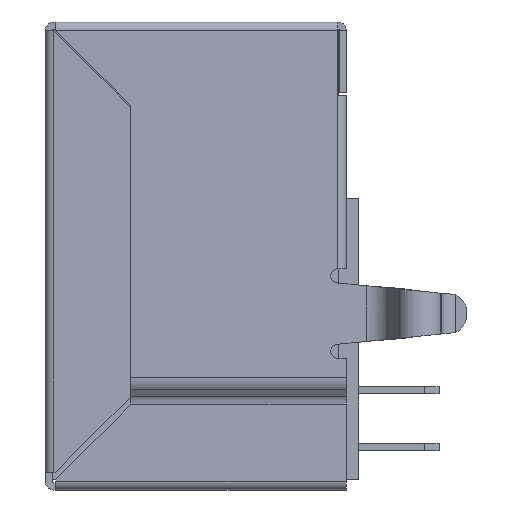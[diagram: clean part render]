
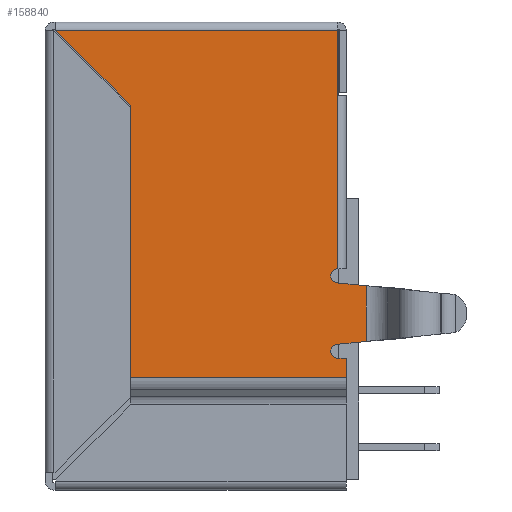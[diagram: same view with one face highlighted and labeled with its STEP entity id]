
A CAD part, left-side view. The second image highlights one B-rep face of the part: STEP entity #158840.
In plain terms, the highlighted planar face has unit normal (1, 0, 0).
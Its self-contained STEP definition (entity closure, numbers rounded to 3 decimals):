
#153760=CARTESIAN_POINT('',(-6.02,-6.012,-9.299));
#153770=DIRECTION('',(0.,0.,-1.));
#153780=VECTOR('',#153770,1.);
#153790=LINE('',#153760,#153780);
#153800=CARTESIAN_POINT('',(-6.02,-6.012,-9.299));
#153810=VERTEX_POINT('',#153800);
#153820=CARTESIAN_POINT('',(-6.02,-6.012,-11.261));
#153830=VERTEX_POINT('',#153820);
#153840=EDGE_CURVE('',#153810,#153830,#153790,.T.);
#157800=CARTESIAN_POINT('',(-6.02,-6.231,-12.775));
#157810=DIRECTION('',(-1.,0.,0.));
#157820=DIRECTION('',(0.,1.,0.));
#157830=AXIS2_PLACEMENT_3D('',#157800,#157810,#157820);
#157840=PLANE('',#157830);
#157850=CARTESIAN_POINT('',(-6.02,-5.31,0.));
#157860=DIRECTION('',(0.,0.,1.));
#157870=VECTOR('',#157860,1.);
#157880=LINE('',#157850,#157870);
#157890=CARTESIAN_POINT('',(-6.02,-5.31,-12.53));
#157900=VERTEX_POINT('',#157890);
#157910=CARTESIAN_POINT('',(-6.02,-5.31,-11.86));
#157920=VERTEX_POINT('',#157910);
#157930=EDGE_CURVE('',#157900,#157920,#157880,.T.);
#157940=ORIENTED_EDGE('',*,*,#157930,.F.);
#157950=CARTESIAN_POINT('',(-6.02,0.,-11.86));
#157960=DIRECTION('',(-0.,-1.,0.));
#157970=VECTOR('',#157960,1.);
#157980=LINE('',#157950,#157970);
#157990=CARTESIAN_POINT('',(-6.02,-5.01,-11.86));
#158000=VERTEX_POINT('',#157990);
#158010=EDGE_CURVE('',#158000,#157920,#157980,.T.);
#158020=ORIENTED_EDGE('',*,*,#158010,.T.);
#158030=CARTESIAN_POINT('',(-6.02,-5.01,-11.61));
#158040=DIRECTION('',(-1.,-0.,-0.));
#158050=DIRECTION('',(0.,-1.,0.));
#158060=AXIS2_PLACEMENT_3D('',#158030,#158040,#158050);
#158070=CIRCLE('',#158060,0.25);
#158080=CARTESIAN_POINT('',(-6.02,-5.01,-11.36));
#158090=VERTEX_POINT('',#158080);
#158100=EDGE_CURVE('',#158090,#158000,#158070,.T.);
#158110=ORIENTED_EDGE('',*,*,#158100,.T.);
#158120=CARTESIAN_POINT('',(-6.02,0.,-11.855));
#158130=DIRECTION('',(-0.,-0.995,0.098));
#158140=VECTOR('',#158130,1.);
#158150=LINE('',#158120,#158140);
#158160=EDGE_CURVE('',#158090,#153830,#158150,.T.);
#158170=ORIENTED_EDGE('',*,*,#158160,.F.);
#158180=ORIENTED_EDGE('',*,*,#153840,.T.);
#158190=CARTESIAN_POINT('',(-6.02,0.,-8.705));
#158200=DIRECTION('',(-0.,-0.995,-0.098));
#158210=VECTOR('',#158200,1.);
#158220=LINE('',#158190,#158210);
#158230=CARTESIAN_POINT('',(-6.02,-5.01,-9.2));
#158240=VERTEX_POINT('',#158230);
#158250=EDGE_CURVE('',#158240,#153810,#158220,.T.);
#158260=ORIENTED_EDGE('',*,*,#158250,.T.);
#158270=CARTESIAN_POINT('',(-6.02,-5.01,-8.95));
#158280=DIRECTION('',(-1.,-0.,-0.));
#158290=DIRECTION('',(0.,-1.,0.));
#158300=AXIS2_PLACEMENT_3D('',#158270,#158280,#158290);
#158310=CIRCLE('',#158300,0.25);
#158320=CARTESIAN_POINT('',(-6.02,-5.01,-8.7));
#158330=VERTEX_POINT('',#158320);
#158340=EDGE_CURVE('',#158330,#158240,#158310,.T.);
#158350=ORIENTED_EDGE('',*,*,#158340,.T.);
#158360=CARTESIAN_POINT('',(-6.02,-5.01,-8.7));
#158370=DIRECTION('',(0.,0.,1.));
#158380=VECTOR('',#158370,1.);
#158390=LINE('',#158360,#158380);
#158400=CARTESIAN_POINT('',(-6.02,-5.01,-2.6));
#158410=VERTEX_POINT('',#158400);
#158420=EDGE_CURVE('',#158330,#158410,#158390,.T.);
#158430=ORIENTED_EDGE('',*,*,#158420,.F.);
#158440=CARTESIAN_POINT('',(-6.02,-5.01,0.));
#158450=DIRECTION('',(-0.,-0.,-1.));
#158460=VECTOR('',#158450,1.);
#158470=LINE('',#158440,#158460);
#158480=CARTESIAN_POINT('',(-6.02,-5.01,-0.3));
#158490=VERTEX_POINT('',#158480);
#158500=EDGE_CURVE('',#158490,#158410,#158470,.T.);
#158510=ORIENTED_EDGE('',*,*,#158500,.T.);
#158520=CARTESIAN_POINT('',(-6.02,-5.01,-0.3));
#158530=DIRECTION('',(0.,1.,0.));
#158540=VECTOR('',#158530,1.);
#158550=LINE('',#158520,#158540);
#158560=CARTESIAN_POINT('',(-6.02,4.94,-0.3));
#158570=VERTEX_POINT('',#158560);
#158580=EDGE_CURVE('',#158490,#158570,#158550,.T.);
#158590=ORIENTED_EDGE('',*,*,#158580,.F.);
#158600=CARTESIAN_POINT('',(-6.02,5.24,0.));
#158610=DIRECTION('',(-0.,-0.707,-0.707));
#158620=VECTOR('',#158610,1.);
#158630=LINE('',#158600,#158620);
#158640=CARTESIAN_POINT('',(-6.02,2.31,-2.93));
#158650=VERTEX_POINT('',#158640);
#158660=EDGE_CURVE('',#158570,#158650,#158630,.T.);
#158670=ORIENTED_EDGE('',*,*,#158660,.F.);
#158680=CARTESIAN_POINT('',(-6.02,2.31,0.));
#158690=DIRECTION('',(-0.,-0.,-1.));
#158700=VECTOR('',#158690,1.);
#158710=LINE('',#158680,#158700);
#158720=CARTESIAN_POINT('',(-6.02,2.31,-12.53));
#158730=VERTEX_POINT('',#158720);
#158740=EDGE_CURVE('',#158650,#158730,#158710,.T.);
#158750=ORIENTED_EDGE('',*,*,#158740,.F.);
#158760=CARTESIAN_POINT('',(-6.02,2.31,-12.53));
#158770=DIRECTION('',(0.,-1.,0.));
#158780=VECTOR('',#158770,1.);
#158790=LINE('',#158760,#158780);
#158800=EDGE_CURVE('',#158730,#157900,#158790,.T.);
#158810=ORIENTED_EDGE('',*,*,#158800,.F.);
#158820=EDGE_LOOP('',(#158810,#158750,#158670,#158590,#158510,#158430,
#158350,#158260,#158180,#158170,#158110,#158020,#157940));
#158830=FACE_OUTER_BOUND('',#158820,.T.);
#158840=ADVANCED_FACE('',(#158830),#157840,.F.);
